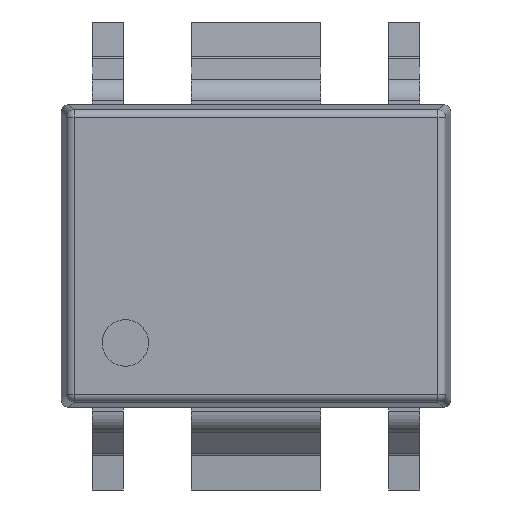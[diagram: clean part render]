
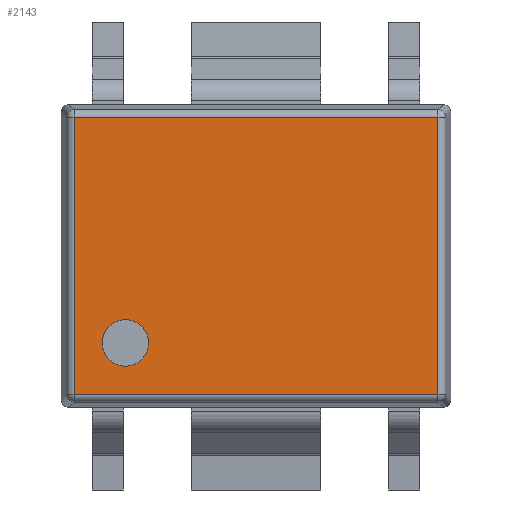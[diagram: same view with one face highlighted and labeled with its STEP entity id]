
A CAD part, top view. The second image highlights one B-rep face of the part: STEP entity #2143.
In plain terms, the highlighted planar face has unit normal (0, 0, 1).
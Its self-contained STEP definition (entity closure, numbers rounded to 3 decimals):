
#14=FACE_BOUND('',#270,.T.);
#26=PLANE('',#2315);
#147=FACE_OUTER_BOUND('',#269,.T.);
#269=EDGE_LOOP('',(#1498,#1499,#1500,#1501));
#270=EDGE_LOOP('',(#1502));
#388=LINE('',#3206,#605);
#390=LINE('',#3214,#607);
#392=LINE('',#3224,#609);
#394=LINE('',#3233,#611);
#605=VECTOR('',#2557,10.);
#607=VECTOR('',#2565,10.);
#609=VECTOR('',#2577,10.);
#611=VECTOR('',#2589,10.);
#831=CIRCLE('',#2316,0.3);
#903=VERTEX_POINT('',#3203);
#904=VERTEX_POINT('',#3205);
#907=VERTEX_POINT('',#3213);
#910=VERTEX_POINT('',#3223);
#923=VERTEX_POINT('',#3268);
#1117=EDGE_CURVE('',#903,#904,#388,.T.);
#1121=EDGE_CURVE('',#904,#907,#390,.T.);
#1126=EDGE_CURVE('',#907,#910,#392,.T.);
#1131=EDGE_CURVE('',#910,#903,#394,.T.);
#1149=EDGE_CURVE('',#923,#923,#831,.T.);
#1498=ORIENTED_EDGE('',*,*,#1117,.F.);
#1499=ORIENTED_EDGE('',*,*,#1131,.F.);
#1500=ORIENTED_EDGE('',*,*,#1126,.F.);
#1501=ORIENTED_EDGE('',*,*,#1121,.F.);
#1502=ORIENTED_EDGE('',*,*,#1149,.T.);
#2143=ADVANCED_FACE('',(#147,#14),#26,.T.);
#2315=AXIS2_PLACEMENT_3D('',#3267,#2628,#2629);
#2316=AXIS2_PLACEMENT_3D('',#3269,#2630,#2631);
#2557=DIRECTION('',(-1.,0.,0.));
#2565=DIRECTION('',(0.,1.,0.));
#2577=DIRECTION('',(1.,0.,0.));
#2589=DIRECTION('',(0.,-1.,0.));
#2628=DIRECTION('center_axis',(0.,0.,1.));
#2629=DIRECTION('ref_axis',(1.,0.,0.));
#2630=DIRECTION('center_axis',(0.,0.,-1.));
#2631=DIRECTION('ref_axis',(-1.,0.,0.));
#3203=CARTESIAN_POINT('',(2.345,-1.785,1.75));
#3205=CARTESIAN_POINT('',(-2.345,-1.785,1.75));
#3206=CARTESIAN_POINT('',(1.255,-1.785,1.75));
#3213=CARTESIAN_POINT('',(-2.345,1.785,1.75));
#3214=CARTESIAN_POINT('',(-2.345,-0.975,1.75));
#3223=CARTESIAN_POINT('',(2.345,1.785,1.75));
#3224=CARTESIAN_POINT('',(-1.255,1.785,1.75));
#3233=CARTESIAN_POINT('',(2.345,0.975,1.75));
#3267=CARTESIAN_POINT('Origin',(0.,0.,1.75));
#3268=CARTESIAN_POINT('',(-1.383,-1.123,1.75));
#3269=CARTESIAN_POINT('Origin',(-1.683,-1.123,1.75));
